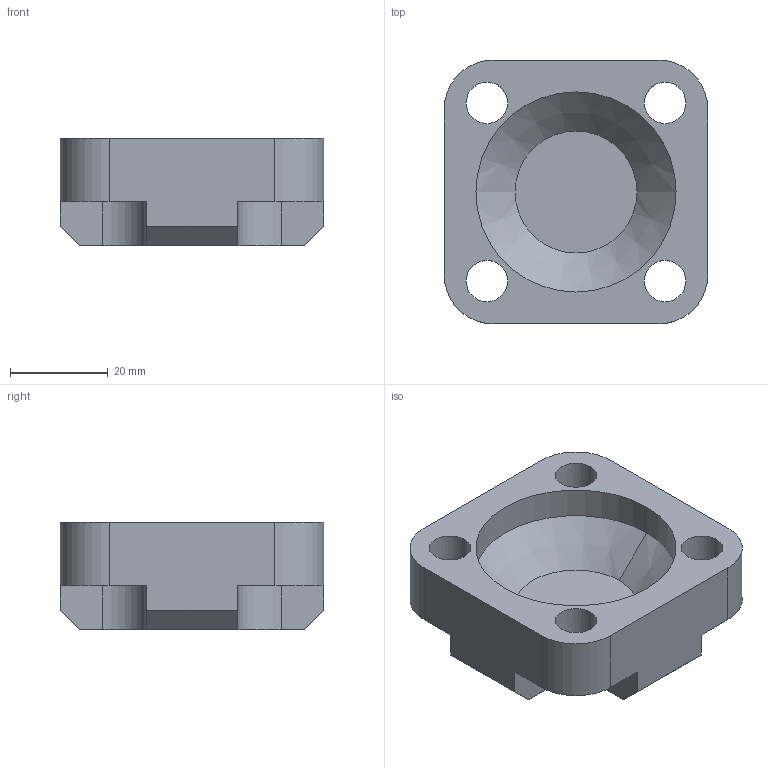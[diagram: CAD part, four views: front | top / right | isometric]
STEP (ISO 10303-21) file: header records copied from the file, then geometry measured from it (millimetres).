
FILE_DESCRIPTION (( 'STEP AP203' ), '1' );
FILE_NAME ('Siege de Rotule MASERATI INDY.STEP', '2024-07-12T17:08:03', ( '' ), ( '' ), 'SwSTEP 2.0', 'SolidWorks 2024', '' );
FILE_SCHEMA (( 'CONFIG_CONTROL_DESIGN' ));
Length unit declared in the file: millimetre
Products named in the file (1): Siege de Rotule MASERATI INDY
Bounding box: 54 x 54 x 22 mm (x, y, z)
Volume: 33350.8 mm3; surface area: 11915.2 mm2
Topology: 1 solids, 1 shells, 43 faces, 118 edges, 78 vertices
Faces by surface type: plane 23, cylinder 18, cone 2
Entity records: 1467 total; most frequent: DIRECTION 244, CARTESIAN_POINT 240, ORIENTED_EDGE 236, EDGE_CURVE 118, AXIS2_PLACEMENT_3D 82, LINE 80, VECTOR 80, VERTEX_POINT 78
